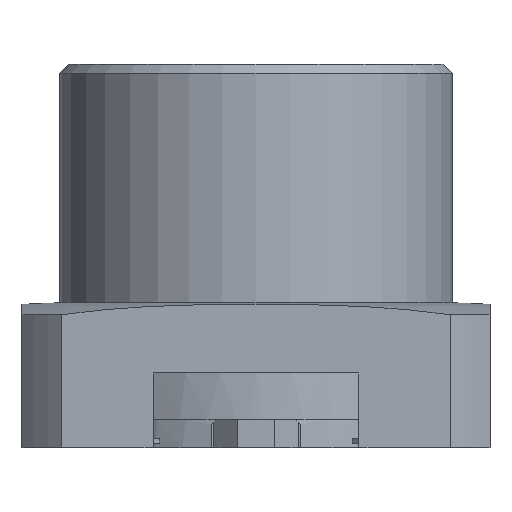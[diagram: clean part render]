
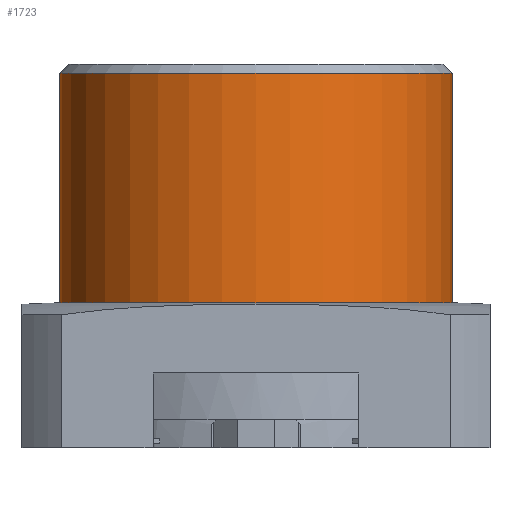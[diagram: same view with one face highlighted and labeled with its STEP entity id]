
A CAD part, left-side view. The second image highlights one B-rep face of the part: STEP entity #1723.
In plain terms, the highlighted cylindrical face has radius 2.1 mm (diameter 4.2 mm), a full revolution.
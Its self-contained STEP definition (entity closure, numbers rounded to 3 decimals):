
#44=CYLINDRICAL_SURFACE('',#1861,2.1);
#95=FACE_OUTER_BOUND('',#190,.T.);
#190=EDGE_LOOP('',(#1205,#1206,#1207,#1208,#1209));
#306=LINE('',#2647,#465);
#465=VECTOR('',#2152,2.1);
#596=CIRCLE('',#1860,2.1);
#597=CIRCLE('',#1862,2.1);
#598=CIRCLE('',#1863,2.1);
#700=VERTEX_POINT('',#2640);
#701=VERTEX_POINT('',#2644);
#702=VERTEX_POINT('',#2645);
#885=EDGE_CURVE('',#700,#700,#596,.T.);
#887=EDGE_CURVE('',#701,#702,#597,.T.);
#888=EDGE_CURVE('',#701,#700,#306,.T.);
#889=EDGE_CURVE('',#702,#701,#598,.T.);
#1205=ORIENTED_EDGE('',*,*,#887,.F.);
#1206=ORIENTED_EDGE('',*,*,#888,.T.);
#1207=ORIENTED_EDGE('',*,*,#885,.T.);
#1208=ORIENTED_EDGE('',*,*,#888,.F.);
#1209=ORIENTED_EDGE('',*,*,#889,.F.);
#1723=ADVANCED_FACE('',(#95),#44,.T.);
#1860=AXIS2_PLACEMENT_3D('',#2641,#2145,#2146);
#1861=AXIS2_PLACEMENT_3D('',#2643,#2148,#2149);
#1862=AXIS2_PLACEMENT_3D('',#2646,#2150,#2151);
#1863=AXIS2_PLACEMENT_3D('',#2648,#2153,#2154);
#2145=DIRECTION('center_axis',(0.,0.,-1.));
#2146=DIRECTION('ref_axis',(-1.,0.,0.));
#2148=DIRECTION('center_axis',(0.,0.,-1.));
#2149=DIRECTION('ref_axis',(-1.,0.,0.));
#2150=DIRECTION('center_axis',(0.,0.,-1.));
#2151=DIRECTION('ref_axis',(1.,0.,0.));
#2152=DIRECTION('',(0.,0.,1.));
#2153=DIRECTION('center_axis',(0.,0.,-1.));
#2154=DIRECTION('ref_axis',(1.,0.,0.));
#2640=CARTESIAN_POINT('',(2.1,0.,2.45));
#2641=CARTESIAN_POINT('Origin',(0.,0.,2.45));
#2643=CARTESIAN_POINT('Origin',(0.,0.,2.55));
#2644=CARTESIAN_POINT('',(2.1,0.,0.));
#2645=CARTESIAN_POINT('',(-2.1,0.,0.));
#2646=CARTESIAN_POINT('Origin',(0.,0.,0.));
#2647=CARTESIAN_POINT('',(2.1,0.,2.55));
#2648=CARTESIAN_POINT('Origin',(0.,0.,0.));
